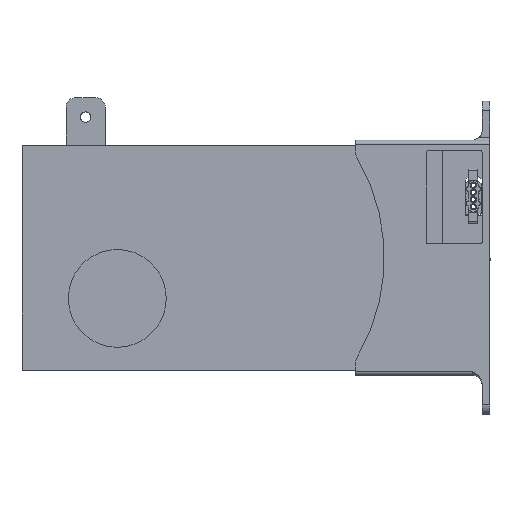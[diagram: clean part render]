
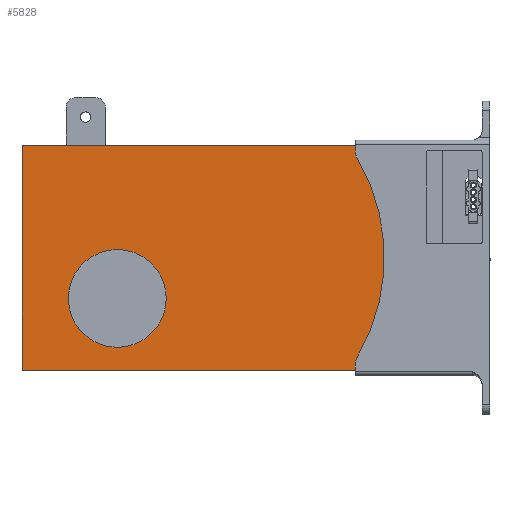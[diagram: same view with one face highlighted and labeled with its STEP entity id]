
A CAD part, left-side view. The second image highlights one B-rep face of the part: STEP entity #5828.
In plain terms, the highlighted face is planar.
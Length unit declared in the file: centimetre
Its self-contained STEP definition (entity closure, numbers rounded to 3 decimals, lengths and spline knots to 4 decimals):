
#171=FACE_BOUND('',#1170,.T.);
#311=CIRCLE('',#6242,2.5);
#759=FACE_OUTER_BOUND('',#1169,.T.);
#1169=EDGE_LOOP('',(#4711,#4712,#4713,#4714,#4715,#4716,#4717,#4718));
#1170=EDGE_LOOP('',(#4719));
#1643=LINE('',#9303,#2201);
#1645=LINE('',#9309,#2203);
#1649=LINE('',#9317,#2207);
#1650=LINE('',#9319,#2208);
#1651=LINE('',#9321,#2209);
#1652=LINE('',#9323,#2210);
#1653=LINE('',#9325,#2211);
#1654=LINE('',#9326,#2212);
#2201=VECTOR('',#7522,1.);
#2203=VECTOR('',#7528,1.);
#2207=VECTOR('',#7534,1.);
#2208=VECTOR('',#7535,1.);
#2209=VECTOR('',#7536,1.);
#2210=VECTOR('',#7537,1.);
#2211=VECTOR('',#7538,1.);
#2212=VECTOR('',#7539,1.);
#2741=VERTEX_POINT('',#9219);
#2767=VERTEX_POINT('',#9300);
#2768=VERTEX_POINT('',#9302);
#2770=VERTEX_POINT('',#9308);
#2773=VERTEX_POINT('',#9316);
#2774=VERTEX_POINT('',#9318);
#2775=VERTEX_POINT('',#9320);
#2776=VERTEX_POINT('',#9322);
#2777=VERTEX_POINT('',#9324);
#3424=EDGE_CURVE('',#2741,#2741,#311,.T.);
#3458=EDGE_CURVE('',#2767,#2768,#1643,.T.);
#3461=EDGE_CURVE('',#2770,#2768,#1645,.T.);
#3465=EDGE_CURVE('',#2767,#2773,#1649,.T.);
#3466=EDGE_CURVE('',#2773,#2774,#1650,.T.);
#3467=EDGE_CURVE('',#2774,#2775,#1651,.T.);
#3468=EDGE_CURVE('',#2776,#2775,#1652,.T.);
#3469=EDGE_CURVE('',#2776,#2777,#1653,.T.);
#3470=EDGE_CURVE('',#2777,#2770,#1654,.T.);
#4711=ORIENTED_EDGE('',*,*,#3458,.F.);
#4712=ORIENTED_EDGE('',*,*,#3465,.T.);
#4713=ORIENTED_EDGE('',*,*,#3466,.T.);
#4714=ORIENTED_EDGE('',*,*,#3467,.T.);
#4715=ORIENTED_EDGE('',*,*,#3468,.F.);
#4716=ORIENTED_EDGE('',*,*,#3469,.T.);
#4717=ORIENTED_EDGE('',*,*,#3470,.T.);
#4718=ORIENTED_EDGE('',*,*,#3461,.T.);
#4719=ORIENTED_EDGE('',*,*,#3424,.T.);
#5566=PLANE('',#6300);
#5828=ADVANCED_FACE('',(#759,#171),#5566,.T.);
#6242=AXIS2_PLACEMENT_3D('',#9220,#7410,#7411);
#6300=AXIS2_PLACEMENT_3D('',#9315,#7532,#7533);
#7410=DIRECTION('center_axis',(0.,0.,-1.));
#7411=DIRECTION('ref_axis',(-1.,0.,0.));
#7522=DIRECTION('',(-1.,0.,0.));
#7528=DIRECTION('',(0.,-1.,0.));
#7532=DIRECTION('center_axis',(0.,0.,1.));
#7533=DIRECTION('ref_axis',(1.,0.,0.));
#7534=DIRECTION('',(0.,1.,0.));
#7535=DIRECTION('',(-1.,0.,0.));
#7536=DIRECTION('',(0.,-1.,0.));
#7537=DIRECTION('',(-1.,0.,0.));
#7538=DIRECTION('',(0.,1.,0.));
#7539=DIRECTION('',(1.,0.,0.));
#9219=CARTESIAN_POINT('',(3.67,19.13,5.));
#9220=CARTESIAN_POINT('Origin',(3.67,16.63,5.));
#9300=CARTESIAN_POINT('',(11.5,0.3,5.));
#9302=CARTESIAN_POINT('',(11.3,0.3,5.));
#9303=CARTESIAN_POINT('',(2.875,0.3,5.));
#9308=CARTESIAN_POINT('',(11.3,0.9,5.));
#9309=CARTESIAN_POINT('',(11.3,5.375,5.));
#9315=CARTESIAN_POINT('Origin',(5.75,10.75,5.));
#9316=CARTESIAN_POINT('',(11.5,21.5,5.));
#9317=CARTESIAN_POINT('',(11.5,0.,5.));
#9318=CARTESIAN_POINT('',(0.,21.5,5.));
#9319=CARTESIAN_POINT('',(11.5,21.5,5.));
#9320=CARTESIAN_POINT('',(0.,0.3,5.));
#9321=CARTESIAN_POINT('',(0.,21.5,5.));
#9322=CARTESIAN_POINT('',(0.2,0.3,5.));
#9323=CARTESIAN_POINT('',(2.875,0.3,5.));
#9324=CARTESIAN_POINT('',(0.2,0.9,5.));
#9325=CARTESIAN_POINT('',(0.2,5.375,5.));
#9326=CARTESIAN_POINT('',(5.75,0.9,5.));
